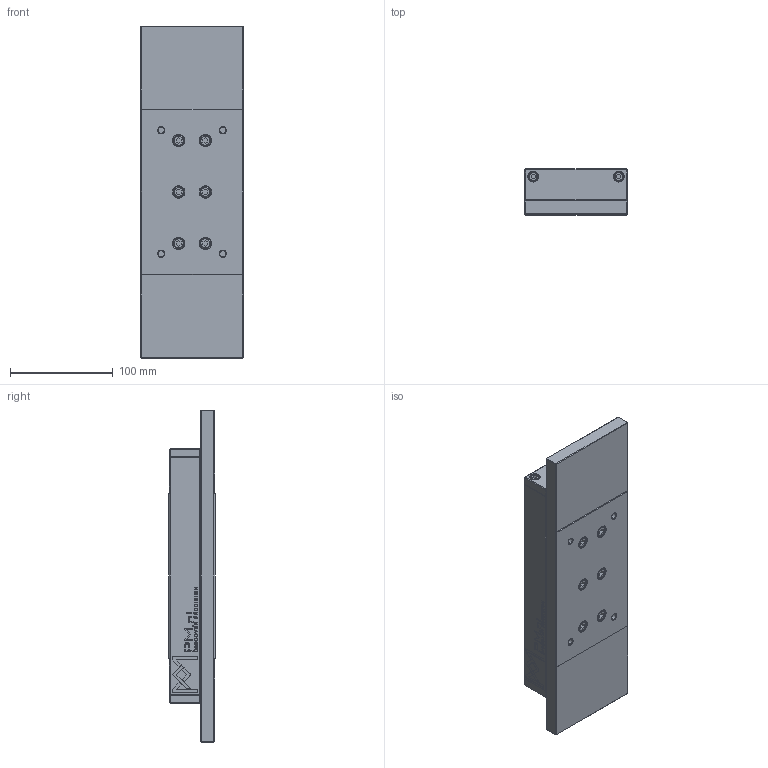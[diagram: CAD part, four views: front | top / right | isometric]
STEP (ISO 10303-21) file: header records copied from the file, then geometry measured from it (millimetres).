
FILE_DESCRIPTION(/* description */ (''),/* implementation_level */ '2;1');
FILE_NAME(/* name */ 'RTNG-6150.stp',/* time_stamp */ '2024-10-01T13:39:46+02:00',/* author */ (''),/* organization */ (''),/* preprocessor_version */ 'ST-DEVELOPER v16.7',/* originating_system */ 'SIEMENS PLM Software NX 12.0',/* authorisation */ '');
FILE_SCHEMA (('AUTOMOTIVE_DESIGN { 1 0 10303 214 3 1 1 1 }'));
Length unit declared in the file: millimetre
Products named in the file (1): RTNG-6150_stp
Bounding box: 99.5 x 45 x 323 mm (x, y, z)
Volume: 1046139.7 mm3; surface area: 193386.2 mm2
Topology: 4 solids, 4 shells, 1085 faces, 2749 edges, 1780 vertices
Faces by surface type: plane 730, bspline 180, cylinder 95, cone 48, torus 32
Entity records: 37304 total; most frequent: CARTESIAN_POINT 8099, ORIENTED_EDGE 5498, DIRECTION 4531, EDGE_CURVE 2749, LINE 2059, VECTOR 2059, VERTEX_POINT 1780, AXIS2_PLACEMENT_3D 1236
